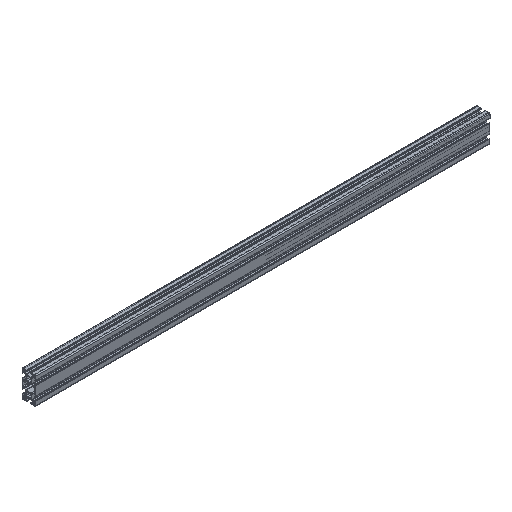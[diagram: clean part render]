
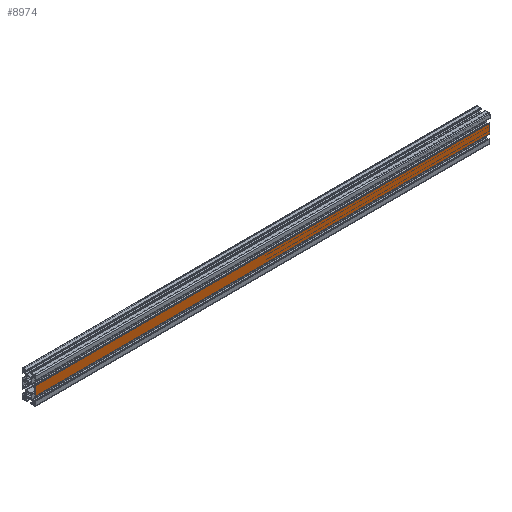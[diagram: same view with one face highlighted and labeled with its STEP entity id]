
A CAD part, isometric view. The second image highlights one B-rep face of the part: STEP entity #8974.
In plain terms, the highlighted planar face has unit normal (0, -1, 0).
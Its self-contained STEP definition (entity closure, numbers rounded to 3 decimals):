
#254 = DIRECTION ( 'NONE',  ( -1., 0., 0. ) ) ;
#628 = EDGE_CURVE ( 'NONE', #6132, #2980, #4906, .T. ) ;
#731 = CARTESIAN_POINT ( 'NONE',  ( 1000., -15., -10.1 ) ) ;
#1205 = DIRECTION ( 'NONE',  ( 0., 0., 1. ) ) ;
#2245 = VECTOR ( 'NONE', #8238, 1000. ) ;
#2265 = ORIENTED_EDGE ( 'NONE', *, *, #6356, .T. ) ;
#2421 = EDGE_LOOP ( 'NONE', ( #2467, #5416, #2562, #2265 ) ) ;
#2467 = ORIENTED_EDGE ( 'NONE', *, *, #4594, .T. ) ;
#2470 = CARTESIAN_POINT ( 'NONE',  ( 1000., -15., 10.1 ) ) ;
#2517 = CARTESIAN_POINT ( 'NONE',  ( 1000., -15., 10.1 ) ) ;
#2562 = ORIENTED_EDGE ( 'NONE', *, *, #628, .F. ) ;
#2845 = DIRECTION ( 'NONE',  ( 0., 0., -1. ) ) ;
#2980 = VERTEX_POINT ( 'NONE', #5330 ) ;
#3195 = FACE_OUTER_BOUND ( 'NONE', #2421, .T. ) ;
#3245 = PLANE ( 'NONE',  #8898 ) ;
#3431 = EDGE_CURVE ( 'NONE', #2980, #6414, #8710, .T. ) ;
#3536 = CARTESIAN_POINT ( 'NONE',  ( 0., -15., -10.1 ) ) ;
#3932 = VECTOR ( 'NONE', #2845, 1000. ) ;
#3963 = CARTESIAN_POINT ( 'NONE',  ( 0., -15., -10.1 ) ) ;
#4209 = LINE ( 'NONE', #3536, #3932 ) ;
#4393 = CARTESIAN_POINT ( 'NONE',  ( 1000., -15., -10.1 ) ) ;
#4594 = EDGE_CURVE ( 'NONE', #8820, #6414, #4209, .T. ) ;
#4906 = LINE ( 'NONE', #731, #2245 ) ;
#5079 = LINE ( 'NONE', #2517, #5892 ) ;
#5248 = DIRECTION ( 'NONE',  ( -1., 0., 0. ) ) ;
#5330 = CARTESIAN_POINT ( 'NONE',  ( 1000., -15., -10.1 ) ) ;
#5416 = ORIENTED_EDGE ( 'NONE', *, *, #3431, .F. ) ;
#5892 = VECTOR ( 'NONE', #254, 1000. ) ;
#6132 = VERTEX_POINT ( 'NONE', #2470 ) ;
#6356 = EDGE_CURVE ( 'NONE', #6132, #8820, #5079, .T. ) ;
#6414 = VERTEX_POINT ( 'NONE', #3963 ) ;
#6797 = CARTESIAN_POINT ( 'NONE',  ( 1000., -15., -10.1 ) ) ;
#7331 = VECTOR ( 'NONE', #5248, 1000. ) ;
#7525 = CARTESIAN_POINT ( 'NONE',  ( 0., -15., 10.1 ) ) ;
#8150 = DIRECTION ( 'NONE',  ( 0., 1., 0. ) ) ;
#8238 = DIRECTION ( 'NONE',  ( 0., 0., -1. ) ) ;
#8710 = LINE ( 'NONE', #4393, #7331 ) ;
#8820 = VERTEX_POINT ( 'NONE', #7525 ) ;
#8898 = AXIS2_PLACEMENT_3D ( 'NONE', #6797, #8150, #1205 ) ;
#8974 = ADVANCED_FACE ( 'NONE', ( #3195 ), #3245, .F. ) ;
